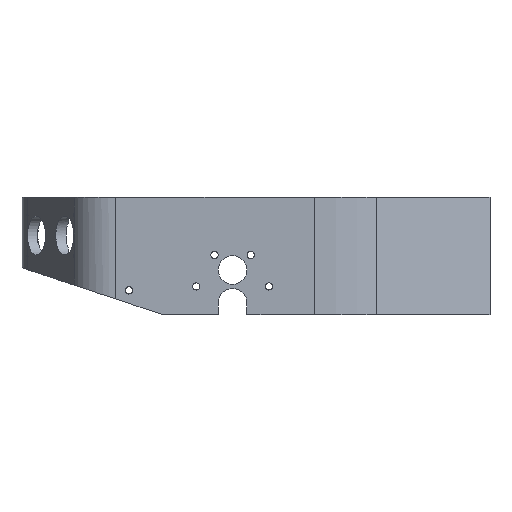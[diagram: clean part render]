
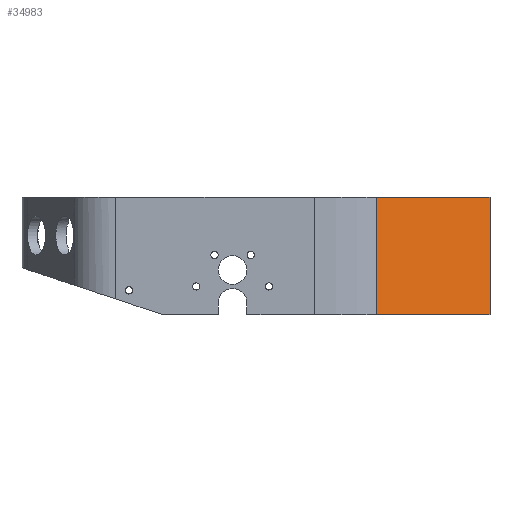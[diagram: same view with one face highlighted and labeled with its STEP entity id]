
A CAD part, left-side view. The second image highlights one B-rep face of the part: STEP entity #34983.
In plain terms, the highlighted planar face has unit normal (-0.897, -0.441, 0).
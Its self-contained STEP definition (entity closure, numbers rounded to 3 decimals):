
#13275 = PLANE('',#13276);
#13276 = AXIS2_PLACEMENT_3D('',#13277,#13278,#13279);
#13277 = CARTESIAN_POINT('',(-50.441,5.858,55.));
#13278 = DIRECTION('',(0.,0.,1.));
#13279 = DIRECTION('',(1.,0.,0.));
#21785 = VERTEX_POINT('',#21786);
#21786 = CARTESIAN_POINT('',(-93.851,-51.46,55.));
#21801 = CYLINDRICAL_SURFACE('',#21802,60.);
#21802 = AXIS2_PLACEMENT_3D('',#21803,#21804,#21805);
#21803 = CARTESIAN_POINT('',(-40.,-25.,5.));
#21804 = DIRECTION('',(-0.,-0.,-1.));
#21805 = DIRECTION('',(1.,0.,0.));
#21813 = EDGE_CURVE('',#21785,#21814,#21816,.T.);
#21814 = VERTEX_POINT('',#21815);
#21815 = CARTESIAN_POINT('',(-70.,-100.,55.));
#21816 = SURFACE_CURVE('',#21817,(#21821,#21828),.PCURVE_S1.);
#21817 = LINE('',#21818,#21819);
#21818 = CARTESIAN_POINT('',(-93.851,-51.46,55.));
#21819 = VECTOR('',#21820,1.);
#21820 = DIRECTION('',(0.441,-0.898,0.));
#21821 = PCURVE('',#13275,#21822);
#21822 = DEFINITIONAL_REPRESENTATION('',(#21823),#21827);
#21823 = LINE('',#21824,#21825);
#21824 = CARTESIAN_POINT('',(-43.409,-57.318));
#21825 = VECTOR('',#21826,1.);
#21826 = DIRECTION('',(0.441,-0.898));
#21827 = ( GEOMETRIC_REPRESENTATION_CONTEXT(2) 
PARAMETRIC_REPRESENTATION_CONTEXT() REPRESENTATION_CONTEXT('2D SPACE',''
  ) );
#21828 = PCURVE('',#21829,#21834);
#21829 = PLANE('',#21830);
#21830 = AXIS2_PLACEMENT_3D('',#21831,#21832,#21833);
#21831 = CARTESIAN_POINT('',(-93.851,-51.46,5.));
#21832 = DIRECTION('',(0.898,0.441,0.));
#21833 = DIRECTION('',(0.441,-0.898,0.));
#21834 = DEFINITIONAL_REPRESENTATION('',(#21835),#21839);
#21835 = LINE('',#21836,#21837);
#21836 = CARTESIAN_POINT('',(0.,-50.));
#21837 = VECTOR('',#21838,1.);
#21838 = DIRECTION('',(1.,0.));
#21839 = ( GEOMETRIC_REPRESENTATION_CONTEXT(2) 
PARAMETRIC_REPRESENTATION_CONTEXT() REPRESENTATION_CONTEXT('2D SPACE',''
  ) );
#21857 = PLANE('',#21858);
#21858 = AXIS2_PLACEMENT_3D('',#21859,#21860,#21861);
#21859 = CARTESIAN_POINT('',(-70.,-100.,5.));
#21860 = DIRECTION('',(0.,1.,0.));
#21861 = DIRECTION('',(1.,0.,0.));
#33416 = PLANE('',#33417);
#33417 = AXIS2_PLACEMENT_3D('',#33418,#33419,#33420);
#33418 = CARTESIAN_POINT('',(-50.441,5.858,5.));
#33419 = DIRECTION('',(0.,0.,1.));
#33420 = DIRECTION('',(1.,0.,0.));
#34806 = EDGE_CURVE('',#34807,#21814,#34809,.T.);
#34807 = VERTEX_POINT('',#34808);
#34808 = CARTESIAN_POINT('',(-70.,-100.,5.));
#34809 = SURFACE_CURVE('',#34810,(#34814,#34821),.PCURVE_S1.);
#34810 = LINE('',#34811,#34812);
#34811 = CARTESIAN_POINT('',(-70.,-100.,5.));
#34812 = VECTOR('',#34813,1.);
#34813 = DIRECTION('',(0.,0.,1.));
#34814 = PCURVE('',#21857,#34815);
#34815 = DEFINITIONAL_REPRESENTATION('',(#34816),#34820);
#34816 = LINE('',#34817,#34818);
#34817 = CARTESIAN_POINT('',(0.,0.));
#34818 = VECTOR('',#34819,1.);
#34819 = DIRECTION('',(0.,-1.));
#34820 = ( GEOMETRIC_REPRESENTATION_CONTEXT(2) 
PARAMETRIC_REPRESENTATION_CONTEXT() REPRESENTATION_CONTEXT('2D SPACE',''
  ) );
#34821 = PCURVE('',#21829,#34822);
#34822 = DEFINITIONAL_REPRESENTATION('',(#34823),#34827);
#34823 = LINE('',#34824,#34825);
#34824 = CARTESIAN_POINT('',(54.083,0.));
#34825 = VECTOR('',#34826,1.);
#34826 = DIRECTION('',(0.,-1.));
#34827 = ( GEOMETRIC_REPRESENTATION_CONTEXT(2) 
PARAMETRIC_REPRESENTATION_CONTEXT() REPRESENTATION_CONTEXT('2D SPACE',''
  ) );
#34983 = ADVANCED_FACE('',(#34984),#21829,.F.);
#34984 = FACE_BOUND('',#34985,.F.);
#34985 = EDGE_LOOP('',(#34986,#35009,#35010,#35011));
#34986 = ORIENTED_EDGE('',*,*,#34987,.T.);
#34987 = EDGE_CURVE('',#34988,#21785,#34990,.T.);
#34988 = VERTEX_POINT('',#34989);
#34989 = CARTESIAN_POINT('',(-93.851,-51.46,5.));
#34990 = SURFACE_CURVE('',#34991,(#34995,#35002),.PCURVE_S1.);
#34991 = LINE('',#34992,#34993);
#34992 = CARTESIAN_POINT('',(-93.851,-51.46,5.));
#34993 = VECTOR('',#34994,1.);
#34994 = DIRECTION('',(0.,0.,1.));
#34995 = PCURVE('',#21829,#34996);
#34996 = DEFINITIONAL_REPRESENTATION('',(#34997),#35001);
#34997 = LINE('',#34998,#34999);
#34998 = CARTESIAN_POINT('',(0.,0.));
#34999 = VECTOR('',#35000,1.);
#35000 = DIRECTION('',(0.,-1.));
#35001 = ( GEOMETRIC_REPRESENTATION_CONTEXT(2) 
PARAMETRIC_REPRESENTATION_CONTEXT() REPRESENTATION_CONTEXT('2D SPACE',''
  ) );
#35002 = PCURVE('',#21801,#35003);
#35003 = DEFINITIONAL_REPRESENTATION('',(#35004),#35008);
#35004 = LINE('',#35005,#35006);
#35005 = CARTESIAN_POINT('',(-3.598,0.));
#35006 = VECTOR('',#35007,1.);
#35007 = DIRECTION('',(-0.,-1.));
#35008 = ( GEOMETRIC_REPRESENTATION_CONTEXT(2) 
PARAMETRIC_REPRESENTATION_CONTEXT() REPRESENTATION_CONTEXT('2D SPACE',''
  ) );
#35009 = ORIENTED_EDGE('',*,*,#21813,.T.);
#35010 = ORIENTED_EDGE('',*,*,#34806,.F.);
#35011 = ORIENTED_EDGE('',*,*,#35012,.F.);
#35012 = EDGE_CURVE('',#34988,#34807,#35013,.T.);
#35013 = SURFACE_CURVE('',#35014,(#35018,#35025),.PCURVE_S1.);
#35014 = LINE('',#35015,#35016);
#35015 = CARTESIAN_POINT('',(-93.851,-51.46,5.));
#35016 = VECTOR('',#35017,1.);
#35017 = DIRECTION('',(0.441,-0.898,0.));
#35018 = PCURVE('',#21829,#35019);
#35019 = DEFINITIONAL_REPRESENTATION('',(#35020),#35024);
#35020 = LINE('',#35021,#35022);
#35021 = CARTESIAN_POINT('',(0.,0.));
#35022 = VECTOR('',#35023,1.);
#35023 = DIRECTION('',(1.,0.));
#35024 = ( GEOMETRIC_REPRESENTATION_CONTEXT(2) 
PARAMETRIC_REPRESENTATION_CONTEXT() REPRESENTATION_CONTEXT('2D SPACE',''
  ) );
#35025 = PCURVE('',#33416,#35026);
#35026 = DEFINITIONAL_REPRESENTATION('',(#35027),#35031);
#35027 = LINE('',#35028,#35029);
#35028 = CARTESIAN_POINT('',(-43.409,-57.318));
#35029 = VECTOR('',#35030,1.);
#35030 = DIRECTION('',(0.441,-0.898));
#35031 = ( GEOMETRIC_REPRESENTATION_CONTEXT(2) 
PARAMETRIC_REPRESENTATION_CONTEXT() REPRESENTATION_CONTEXT('2D SPACE',''
  ) );
